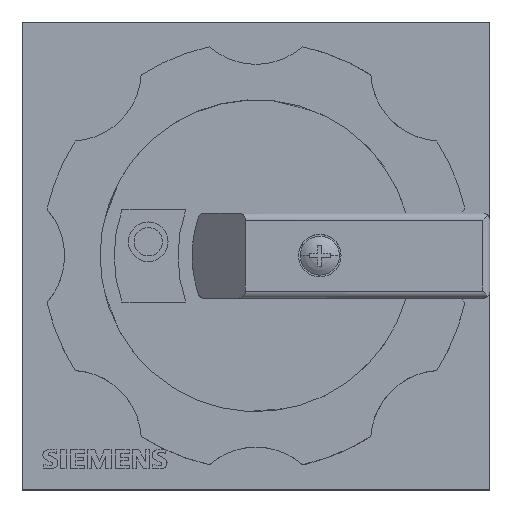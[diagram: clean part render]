
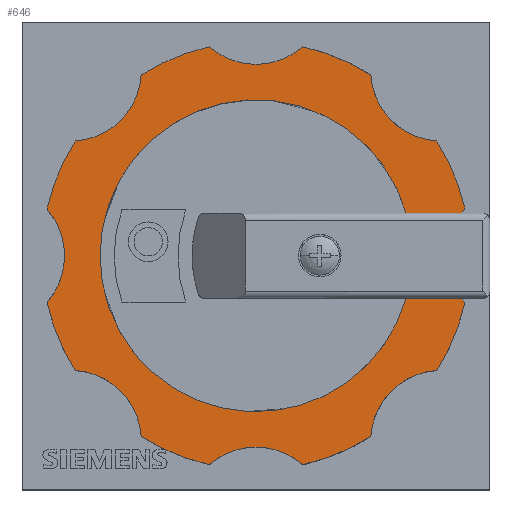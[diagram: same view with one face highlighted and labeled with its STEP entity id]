
A CAD part, top view. The second image highlights one B-rep face of the part: STEP entity #646.
In plain terms, the highlighted planar face has unit normal (0, 0, 1).
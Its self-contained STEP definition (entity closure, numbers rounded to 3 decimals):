
#646=ADVANCED_FACE('N 2133',(#1477),#1478,.T.);
#1477=FACE_OUTER_BOUND('',#2491,.T.);
#1478=PLANE('',#2492);
#2491=EDGE_LOOP('',(#4493,#4494,#4495,#4496,#4497,#4498,#4499,#4500,#4501,#4502,#4503,#4504,#4505,#4506,#4507,#4508,#4509,#4510,#4511,#4512,#4513,#4514,#4515,#4516,#4517,#4518,#4519,#4520));
#2492=AXIS2_PLACEMENT_3D('',#4521,#4522,#4523);
#4493=ORIENTED_EDGE('',*,*,#6688,.T.);
#4494=ORIENTED_EDGE('',*,*,#6538,.T.);
#4495=ORIENTED_EDGE('',*,*,#6823,.T.);
#4496=ORIENTED_EDGE('',*,*,#6777,.T.);
#4497=ORIENTED_EDGE('',*,*,#6785,.T.);
#4498=ORIENTED_EDGE('',*,*,#6824,.T.);
#4499=ORIENTED_EDGE('',*,*,#6825,.T.);
#4500=ORIENTED_EDGE('',*,*,#6550,.T.);
#4501=ORIENTED_EDGE('',*,*,#6826,.T.);
#4502=ORIENTED_EDGE('',*,*,#6827,.T.);
#4503=ORIENTED_EDGE('',*,*,#6555,.T.);
#4504=ORIENTED_EDGE('',*,*,#6828,.T.);
#4505=ORIENTED_EDGE('',*,*,#6829,.T.);
#4506=ORIENTED_EDGE('',*,*,#6560,.T.);
#4507=ORIENTED_EDGE('',*,*,#6830,.T.);
#4508=ORIENTED_EDGE('',*,*,#6831,.T.);
#4509=ORIENTED_EDGE('',*,*,#6565,.T.);
#4510=ORIENTED_EDGE('',*,*,#6832,.T.);
#4511=ORIENTED_EDGE('',*,*,#6833,.T.);
#4512=ORIENTED_EDGE('',*,*,#6572,.T.);
#4513=ORIENTED_EDGE('',*,*,#6834,.T.);
#4514=ORIENTED_EDGE('',*,*,#6835,.T.);
#4515=ORIENTED_EDGE('',*,*,#6577,.T.);
#4516=ORIENTED_EDGE('',*,*,#6836,.T.);
#4517=ORIENTED_EDGE('',*,*,#6820,.T.);
#4518=ORIENTED_EDGE('',*,*,#6582,.T.);
#4519=ORIENTED_EDGE('',*,*,#6837,.T.);
#4520=ORIENTED_EDGE('',*,*,#6838,.T.);
#4521=CARTESIAN_POINT('',(33.0,33.0,49.8));
#4522=DIRECTION('',(0.0,0.0,1.0));
#4523=DIRECTION('',(1.0,0.0,0.0));
#6538=EDGE_CURVE('N 6531',#7971,#7969,#7972,.T.);
#6550=EDGE_CURVE('N 6546',#7993,#7994,#7995,.T.);
#6555=EDGE_CURVE('N 6550',#8002,#8003,#8004,.T.);
#6560=EDGE_CURVE('N 6554',#8011,#8012,#8013,.T.);
#6565=EDGE_CURVE('N 6560',#8020,#8021,#8022,.T.);
#6572=EDGE_CURVE('N 6564',#8033,#8034,#8035,.T.);
#6577=EDGE_CURVE('N 6568',#8042,#8043,#8044,.T.);
#6582=EDGE_CURVE('N 6572',#8051,#8052,#8053,.T.);
#6688=EDGE_CURVE('N 6671',#8232,#7971,#8233,.T.);
#6777=EDGE_CURVE('N 6735',#8358,#8356,#8359,.T.);
#6785=EDGE_CURVE('N 6740',#8356,#8367,#8368,.T.);
#6820=EDGE_CURVE('N 6770',#8423,#8051,#8424,.T.);
#6823=EDGE_CURVE('N 6772',#7969,#8358,#8427,.T.);
#6824=EDGE_CURVE('N 6773',#8367,#8428,#8429,.T.);
#6825=EDGE_CURVE('N 6774',#8428,#7993,#8430,.T.);
#6826=EDGE_CURVE('N 6775',#7994,#8431,#8432,.T.);
#6827=EDGE_CURVE('N 6776',#8431,#8002,#8433,.T.);
#6828=EDGE_CURVE('N 6777',#8003,#8434,#8435,.T.);
#6829=EDGE_CURVE('N 6778',#8434,#8011,#8436,.T.);
#6830=EDGE_CURVE('N 6779',#8012,#8437,#8438,.T.);
#6831=EDGE_CURVE('N 6780',#8437,#8020,#8439,.T.);
#6832=EDGE_CURVE('N 6781',#8021,#8440,#8441,.T.);
#6833=EDGE_CURVE('N 6782',#8440,#8033,#8442,.T.);
#6834=EDGE_CURVE('N 6783',#8034,#8443,#8444,.T.);
#6835=EDGE_CURVE('N 6784',#8443,#8042,#8445,.T.);
#6836=EDGE_CURVE('N 6785',#8043,#8423,#8446,.T.);
#6837=EDGE_CURVE('N 6786',#8052,#8447,#8448,.T.);
#6838=EDGE_CURVE('N 6787',#8447,#8232,#8449,.T.);
#7969=VERTEX_POINT('',#10072);
#7971=VERTEX_POINT('',#10075);
#7972=CIRCLE('',#10076,22.0);
#7993=VERTEX_POINT('',#10119);
#7994=VERTEX_POINT('',#10120);
#7995=CIRCLE('',#10121,10.0);
#8002=VERTEX_POINT('',#10135);
#8003=VERTEX_POINT('',#10136);
#8004=CIRCLE('',#10137,10.0);
#8011=VERTEX_POINT('',#10146);
#8012=VERTEX_POINT('',#10147);
#8013=CIRCLE('',#10148,10.0);
#8020=VERTEX_POINT('',#10157);
#8021=VERTEX_POINT('',#10158);
#8022=CIRCLE('',#10159,10.0);
#8033=VERTEX_POINT('',#10178);
#8034=VERTEX_POINT('',#10179);
#8035=CIRCLE('',#10180,10.0);
#8042=VERTEX_POINT('',#10189);
#8043=VERTEX_POINT('',#10190);
#8044=CIRCLE('',#10191,10.0);
#8051=VERTEX_POINT('',#10200);
#8052=VERTEX_POINT('',#10201);
#8053=CIRCLE('',#10202,10.0);
#8232=VERTEX_POINT('',#10494);
#8233=LINE('',#10495,#10496);
#8356=VERTEX_POINT('',#10659);
#8358=VERTEX_POINT('',#10662);
#8359=LINE('',#10663,#10664);
#8367=VERTEX_POINT('',#10674);
#8368=CIRCLE('',#10675,10.0);
#8423=VERTEX_POINT('',#10767);
#8424=CIRCLE('',#10768,10.0);
#8427=CIRCLE('',#10772,22.0);
#8428=VERTEX_POINT('',#10773);
#8429=CIRCLE('',#10774,30.2);
#8430=CIRCLE('',#10775,10.0);
#8431=VERTEX_POINT('',#10776);
#8432=CIRCLE('',#10777,30.2);
#8433=CIRCLE('',#10778,10.0);
#8434=VERTEX_POINT('',#10779);
#8435=CIRCLE('',#10780,30.2);
#8436=CIRCLE('',#10781,10.0);
#8437=VERTEX_POINT('',#10782);
#8438=CIRCLE('',#10783,30.2);
#8439=CIRCLE('',#10784,10.0);
#8440=VERTEX_POINT('',#10785);
#8441=CIRCLE('',#10786,30.2);
#8442=CIRCLE('',#10787,10.0);
#8443=VERTEX_POINT('',#10788);
#8444=CIRCLE('',#10789,30.2);
#8445=CIRCLE('',#10790,10.0);
#8446=CIRCLE('',#10791,30.2);
#8447=VERTEX_POINT('',#10792);
#8448=CIRCLE('',#10793,30.2);
#8449=CIRCLE('',#10794,10.0);
#10072=CARTESIAN_POINT('',(11.0,33.0,49.8));
#10075=CARTESIAN_POINT('',(54.166,27.,49.8));
#10076=AXIS2_PLACEMENT_3D('',#12337,#12338,#12339);
#10119=CARTESIAN_POINT('',(52.092,52.092,49.8));
#10120=CARTESIAN_POINT('',(49.185,58.497,49.8));
#10121=AXIS2_PLACEMENT_3D('',#12350,#12351,#12352);
#10135=CARTESIAN_POINT('',(33.0,60.0,49.8));
#10136=CARTESIAN_POINT('',(26.416,62.474,49.8));
#10137=AXIS2_PLACEMENT_3D('',#12355,#12356,#12357);
#10146=CARTESIAN_POINT('',(13.908,52.092,49.8));
#10147=CARTESIAN_POINT('',(7.503,49.185,49.8));
#10148=AXIS2_PLACEMENT_3D('',#12363,#12364,#12365);
#10157=CARTESIAN_POINT('',(6.0,33.0,49.8));
#10158=CARTESIAN_POINT('',(3.526,26.416,49.8));
#10159=AXIS2_PLACEMENT_3D('',#12371,#12372,#12373);
#10178=CARTESIAN_POINT('',(13.908,13.908,49.8));
#10179=CARTESIAN_POINT('',(16.815,7.503,49.8));
#10180=AXIS2_PLACEMENT_3D('',#12380,#12381,#12382);
#10189=CARTESIAN_POINT('',(33.0,6.0,49.8));
#10190=CARTESIAN_POINT('',(39.584,3.526,49.8));
#10191=AXIS2_PLACEMENT_3D('',#12388,#12389,#12390);
#10200=CARTESIAN_POINT('',(52.092,13.908,49.8));
#10201=CARTESIAN_POINT('',(58.497,16.815,49.8));
#10202=AXIS2_PLACEMENT_3D('',#12396,#12397,#12398);
#10494=CARTESIAN_POINT('',(62.,27.,49.8));
#10495=CARTESIAN_POINT('',(49.,27.,49.8));
#10496=VECTOR('',#12547,1.0);
#10659=CARTESIAN_POINT('',(62.,39.,49.8));
#10662=CARTESIAN_POINT('',(54.166,39.,49.8));
#10663=CARTESIAN_POINT('',(29.388,39.,49.8));
#10664=VECTOR('',#12655,1.0);
#10674=CARTESIAN_POINT('',(62.474,39.584,49.8));
#10675=AXIS2_PLACEMENT_3D('',#12661,#12662,#12663);
#10767=CARTESIAN_POINT('',(49.185,7.503,49.8));
#10768=AXIS2_PLACEMENT_3D('',#12711,#12712,#12713);
#10772=AXIS2_PLACEMENT_3D('',#12715,#12716,#12717);
#10773=CARTESIAN_POINT('',(58.497,49.185,49.8));
#10774=AXIS2_PLACEMENT_3D('',#12718,#12719,#12720);
#10775=AXIS2_PLACEMENT_3D('',#12721,#12722,#12723);
#10776=CARTESIAN_POINT('',(39.584,62.474,49.8));
#10777=AXIS2_PLACEMENT_3D('',#12724,#12725,#12726);
#10778=AXIS2_PLACEMENT_3D('',#12727,#12728,#12729);
#10779=CARTESIAN_POINT('',(16.815,58.497,49.8));
#10780=AXIS2_PLACEMENT_3D('',#12730,#12731,#12732);
#10781=AXIS2_PLACEMENT_3D('',#12733,#12734,#12735);
#10782=CARTESIAN_POINT('',(3.526,39.584,49.8));
#10783=AXIS2_PLACEMENT_3D('',#12736,#12737,#12738);
#10784=AXIS2_PLACEMENT_3D('',#12739,#12740,#12741);
#10785=CARTESIAN_POINT('',(7.503,16.815,49.8));
#10786=AXIS2_PLACEMENT_3D('',#12742,#12743,#12744);
#10787=AXIS2_PLACEMENT_3D('',#12745,#12746,#12747);
#10788=CARTESIAN_POINT('',(26.416,3.526,49.8));
#10789=AXIS2_PLACEMENT_3D('',#12748,#12749,#12750);
#10790=AXIS2_PLACEMENT_3D('',#12751,#12752,#12753);
#10791=AXIS2_PLACEMENT_3D('',#12754,#12755,#12756);
#10792=CARTESIAN_POINT('',(62.474,26.416,49.8));
#10793=AXIS2_PLACEMENT_3D('',#12757,#12758,#12759);
#10794=AXIS2_PLACEMENT_3D('',#12760,#12761,#12762);
#12337=CARTESIAN_POINT('',(33.0,33.0,49.8));
#12338=DIRECTION('',(0.0,0.0,-1.0));
#12339=DIRECTION('',(1.0,0.0,0.0));
#12350=CARTESIAN_POINT('',(59.163,59.163,49.8));
#12351=DIRECTION('',(0.0,0.0,-1.0));
#12352=DIRECTION('',(0.707,0.707,0.0));
#12355=CARTESIAN_POINT('',(33.0,70.0,49.8));
#12356=DIRECTION('',(0.0,0.0,-1.0));
#12357=DIRECTION('',(0.0,1.0,0.0));
#12363=CARTESIAN_POINT('',(6.837,59.163,49.8));
#12364=DIRECTION('',(0.0,0.0,-1.0));
#12365=DIRECTION('',(-0.707,0.707,0.0));
#12371=CARTESIAN_POINT('',(-4.0,33.0,49.8));
#12372=DIRECTION('',(0.0,0.0,-1.0));
#12373=DIRECTION('',(-1.0,0.0,0.0));
#12380=CARTESIAN_POINT('',(6.837,6.837,49.8));
#12381=DIRECTION('',(-0.0,0.0,-1.0));
#12382=DIRECTION('',(-0.707,-0.707,0.0));
#12388=CARTESIAN_POINT('',(33.0,-4.0,49.8));
#12389=DIRECTION('',(0.0,0.0,-1.0));
#12390=DIRECTION('',(0.0,-1.0,0.0));
#12396=CARTESIAN_POINT('',(59.163,6.837,49.8));
#12397=DIRECTION('',(0.0,0.0,-1.0));
#12398=DIRECTION('',(0.707,-0.707,0.0));
#12547=DIRECTION('',(-1.0,0.,-0.0));
#12655=DIRECTION('',(1.0,0.0,0.0));
#12661=CARTESIAN_POINT('',(70.0,33.0,49.8));
#12662=DIRECTION('',(0.0,0.0,-1.0));
#12663=DIRECTION('',(1.0,0.0,0.0));
#12711=CARTESIAN_POINT('',(59.163,6.837,49.8));
#12712=DIRECTION('',(0.0,0.0,-1.0));
#12713=DIRECTION('',(0.707,-0.707,0.0));
#12715=CARTESIAN_POINT('',(33.0,33.0,49.8));
#12716=DIRECTION('',(0.0,0.0,-1.0));
#12717=DIRECTION('',(1.0,0.0,0.0));
#12718=CARTESIAN_POINT('',(33.0,33.0,49.8));
#12719=DIRECTION('',(0.0,0.0,1.0));
#12720=DIRECTION('',(1.0,0.0,0.0));
#12721=CARTESIAN_POINT('',(59.163,59.163,49.8));
#12722=DIRECTION('',(0.0,0.0,-1.0));
#12723=DIRECTION('',(0.707,0.707,0.0));
#12724=CARTESIAN_POINT('',(33.0,33.0,49.8));
#12725=DIRECTION('',(0.0,0.0,1.0));
#12726=DIRECTION('',(1.0,0.0,0.0));
#12727=CARTESIAN_POINT('',(33.0,70.0,49.8));
#12728=DIRECTION('',(0.0,0.0,-1.0));
#12729=DIRECTION('',(0.0,1.0,0.0));
#12730=CARTESIAN_POINT('',(33.0,33.0,49.8));
#12731=DIRECTION('',(0.0,0.0,1.0));
#12732=DIRECTION('',(1.0,0.0,0.0));
#12733=CARTESIAN_POINT('',(6.837,59.163,49.8));
#12734=DIRECTION('',(0.0,0.0,-1.0));
#12735=DIRECTION('',(-0.707,0.707,0.0));
#12736=CARTESIAN_POINT('',(33.0,33.0,49.8));
#12737=DIRECTION('',(0.0,0.0,1.0));
#12738=DIRECTION('',(1.0,0.0,0.0));
#12739=CARTESIAN_POINT('',(-4.0,33.0,49.8));
#12740=DIRECTION('',(0.0,0.0,-1.0));
#12741=DIRECTION('',(-1.0,0.0,0.0));
#12742=CARTESIAN_POINT('',(33.0,33.0,49.8));
#12743=DIRECTION('',(0.0,0.0,1.0));
#12744=DIRECTION('',(1.0,0.0,0.0));
#12745=CARTESIAN_POINT('',(6.837,6.837,49.8));
#12746=DIRECTION('',(-0.0,0.0,-1.0));
#12747=DIRECTION('',(-0.707,-0.707,0.0));
#12748=CARTESIAN_POINT('',(33.0,33.0,49.8));
#12749=DIRECTION('',(0.0,0.0,1.0));
#12750=DIRECTION('',(1.0,0.0,0.0));
#12751=CARTESIAN_POINT('',(33.0,-4.0,49.8));
#12752=DIRECTION('',(0.0,0.0,-1.0));
#12753=DIRECTION('',(0.0,-1.0,0.0));
#12754=CARTESIAN_POINT('',(33.0,33.0,49.8));
#12755=DIRECTION('',(0.0,0.0,1.0));
#12756=DIRECTION('',(1.0,0.0,0.0));
#12757=CARTESIAN_POINT('',(33.0,33.0,49.8));
#12758=DIRECTION('',(0.0,0.0,1.0));
#12759=DIRECTION('',(1.0,0.0,0.0));
#12760=CARTESIAN_POINT('',(70.0,33.0,49.8));
#12761=DIRECTION('',(0.0,0.0,-1.0));
#12762=DIRECTION('',(1.0,0.0,0.0));
